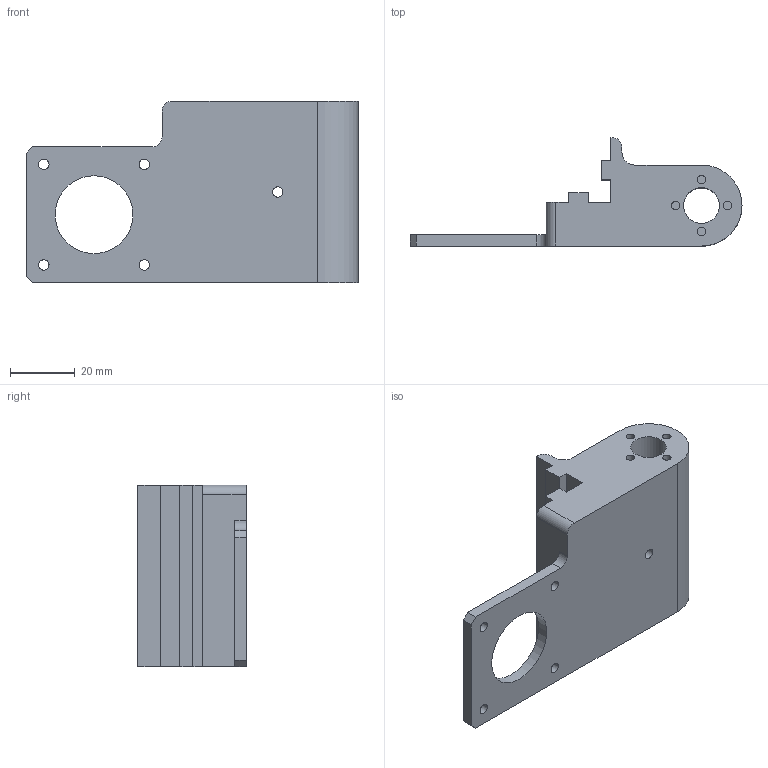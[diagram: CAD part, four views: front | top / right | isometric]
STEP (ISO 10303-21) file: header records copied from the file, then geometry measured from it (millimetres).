
FILE_DESCRIPTION(('FreeCAD Model'),'2;1');
FILE_NAME('Open CASCADE Shape Model','2021-12-25T13:20:46',('Author'),( ''),'Open CASCADE STEP processor 7.5','FreeCAD','Unknown');
FILE_SCHEMA(('AUTOMOTIVE_DESIGN { 1 0 10303 214 1 1 1 1 }'));
Length unit declared in the file: millimetre
Products named in the file (1): bowden-motor-idler (Mirror #2)
Bounding box: 102.45 x 33.45 x 56 mm (x, y, z)
Volume: 63087.4 mm3; surface area: 19927.1 mm2
Topology: 1 solids, 1 shells, 60 faces, 163 edges, 109 vertices
Faces by surface type: plane 40, cylinder 18, cone 2
Full cylindrical faces by diameter (mm): 2.6 x4, 3.2 x5, 8 x2, 11 x1, 24 x1
Entity records: 4533 total; most frequent: CARTESIAN_POINT 1219, DIRECTION 616, LINE 393, VECTOR 393, ORIENTED_EDGE 326, PCURVE 326, DEFINITIONAL_REPRESENTATION 326, EDGE_CURVE 163
